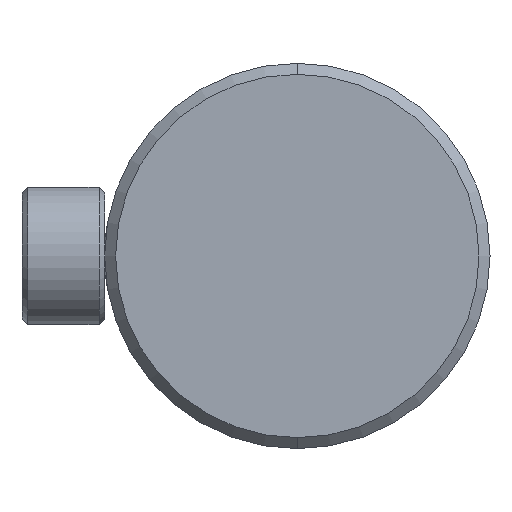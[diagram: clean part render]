
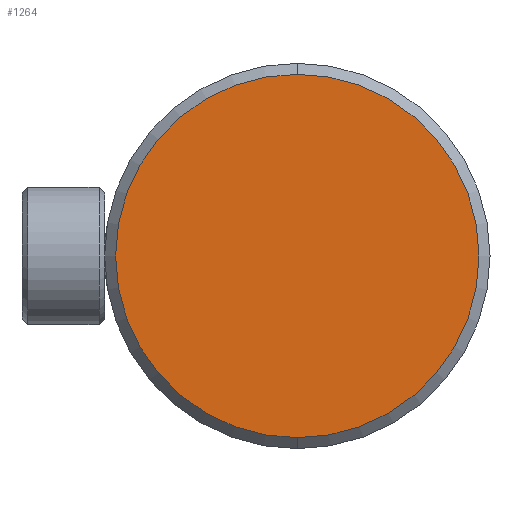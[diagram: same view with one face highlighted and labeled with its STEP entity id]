
A CAD part, left-side view. The second image highlights one B-rep face of the part: STEP entity #1264.
In plain terms, the highlighted planar face has unit normal (-1, 0, 0).
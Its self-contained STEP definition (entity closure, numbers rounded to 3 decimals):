
#226 = AXIS2_PLACEMENT_3D ( 'NONE', #850, #2520, #1093 ) ;
#231 = ORIENTED_EDGE ( 'NONE', *, *, #2171, .T. ) ;
#322 = VERTEX_POINT ( 'NONE', #2691 ) ;
#565 = ORIENTED_EDGE ( 'NONE', *, *, #2859, .T. ) ;
#613 = DIRECTION ( 'NONE',  ( -1., 0., 0. ) ) ;
#694 = CARTESIAN_POINT ( 'NONE',  ( -13., 0., 0. ) ) ;
#850 = CARTESIAN_POINT ( 'NONE',  ( -13., 0., 0. ) ) ;
#893 = DIRECTION ( 'NONE',  ( 0., 0., -1. ) ) ;
#1093 = DIRECTION ( 'NONE',  ( 0., 0., 1. ) ) ;
#1171 = PLANE ( 'NONE',  #2984 ) ;
#1264 = ADVANCED_FACE ( 'NONE', ( #1869 ), #1171, .F. ) ;
#1473 = VERTEX_POINT ( 'NONE', #1542 ) ;
#1542 = CARTESIAN_POINT ( 'NONE',  ( -13., 0., 33. ) ) ;
#1653 = CIRCLE ( 'NONE', #226, 33. ) ;
#1863 = CIRCLE ( 'NONE', #3058, 33. ) ;
#1869 = FACE_OUTER_BOUND ( 'NONE', #2241, .T. ) ;
#2034 = CARTESIAN_POINT ( 'NONE',  ( -13., 0., 0. ) ) ;
#2171 = EDGE_CURVE ( 'NONE', #1473, #322, #1863, .T. ) ;
#2241 = EDGE_LOOP ( 'NONE', ( #565, #231 ) ) ;
#2268 = DIRECTION ( 'NONE',  ( 0., 0., 1. ) ) ;
#2520 = DIRECTION ( 'NONE',  ( -1., 0., 0. ) ) ;
#2691 = CARTESIAN_POINT ( 'NONE',  ( -13., 0., -33. ) ) ;
#2854 = DIRECTION ( 'NONE',  ( 1., 0., 0. ) ) ;
#2859 = EDGE_CURVE ( 'NONE', #322, #1473, #1653, .T. ) ;
#2984 = AXIS2_PLACEMENT_3D ( 'NONE', #694, #2854, #893 ) ;
#3058 = AXIS2_PLACEMENT_3D ( 'NONE', #2034, #613, #2268 ) ;
